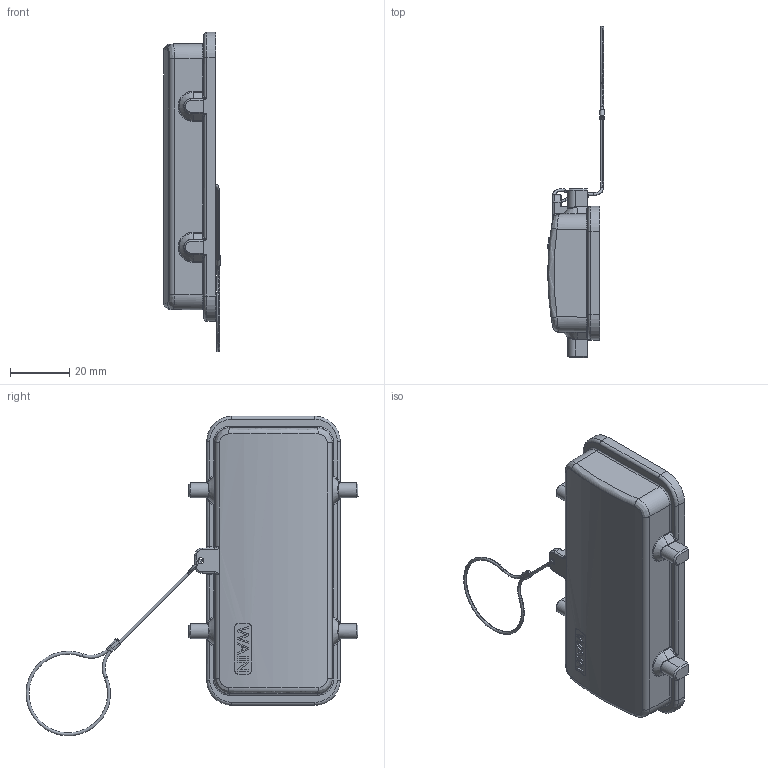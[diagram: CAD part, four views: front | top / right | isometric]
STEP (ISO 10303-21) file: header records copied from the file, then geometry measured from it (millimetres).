
FILE_DESCRIPTION((''),'2;1');
FILE_NAME('PRT0771','2020-04-14T',('zl.chen'),(''),'PRO/ENGINEER BY PARAMETRIC TECHNOLOGY CORPORATION, 2013430','PRO/ENGINEER BY PARAMETRIC TECHNOLOGY CORPORATION, 2013430','');
FILE_SCHEMA(('CONFIG_CONTROL_DESIGN','SHAPE_APPEARANCE_LAYERS_GROUPS'));
Length unit declared in the file: millimetre
Products named in the file (1): PRT0771
Bounding box: 19.08 x 111.93 x 107.68 mm (x, y, z)
Volume: 16600.3 mm3; surface area: 17208.8 mm2
Topology: 1 solids, 1 shells, 400 faces, 1015 edges, 619 vertices
Faces by surface type: plane 143, cylinder 143, torus 42, bspline 36, cone 16, sphere 10, extrusion 10
Entity records: 14720 total; most frequent: CARTESIAN_POINT 5202, ORIENTED_EDGE 2010, DIRECTION 1843, EDGE_CURVE 1005, AXIS2_PLACEMENT_3D 668, VERTEX_POINT 619, VECTOR 507, LINE 497
